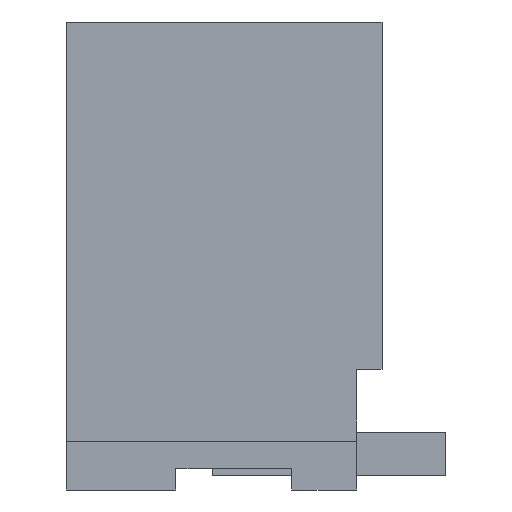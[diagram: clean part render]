
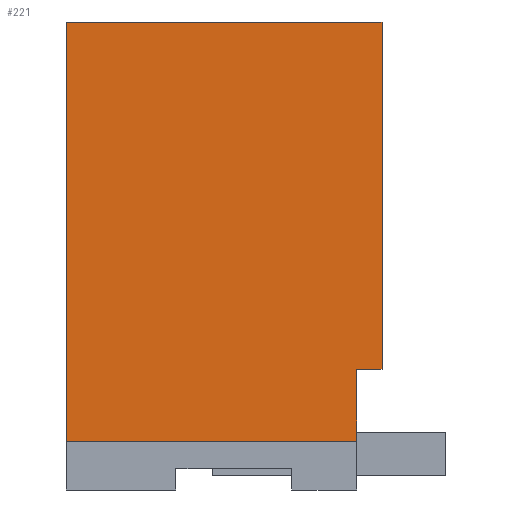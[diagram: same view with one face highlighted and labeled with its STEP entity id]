
A CAD part, left-side view. The second image highlights one B-rep face of the part: STEP entity #221.
In plain terms, the highlighted planar face has unit normal (-1, 0, 0).
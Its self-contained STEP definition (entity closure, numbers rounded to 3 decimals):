
#178=AXIS2_PLACEMENT_3D('Plane Axis2P3D',#175,#176,#177) ;
#152=CARTESIAN_POINT('Vertex',(0.,2.1,1.15)) ;
#155=CARTESIAN_POINT('Line Origine',(0.,5.525,1.15)) ;
#159=CARTESIAN_POINT('Vertex',(0.,8.95,1.15)) ;
#175=CARTESIAN_POINT('Axis2P3D Location',(0.,-1.55,0.)) ;
#180=CARTESIAN_POINT('Line Origine',(0.,2.1,2.)) ;
#184=CARTESIAN_POINT('Vertex',(0.,2.1,2.85)) ;
#187=CARTESIAN_POINT('Line Origine',(0.,1.8,2.85)) ;
#191=CARTESIAN_POINT('Vertex',(0.,1.5,2.85)) ;
#194=CARTESIAN_POINT('Line Origine',(0.,1.5,6.95)) ;
#198=CARTESIAN_POINT('Vertex',(0.,1.5,11.05)) ;
#201=CARTESIAN_POINT('Line Origine',(0.,5.225,11.05)) ;
#205=CARTESIAN_POINT('Vertex',(0.,8.95,11.05)) ;
#208=CARTESIAN_POINT('Line Origine',(0.,8.95,6.1)) ;
#156=DIRECTION('Vector Direction',(0.,-1.,0.)) ;
#176=DIRECTION('Axis2P3D Direction',(-1.,0.,0.)) ;
#177=DIRECTION('Axis2P3D XDirection',(0.,0.,1.)) ;
#181=DIRECTION('Vector Direction',(0.,0.,1.)) ;
#188=DIRECTION('Vector Direction',(0.,1.,0.)) ;
#195=DIRECTION('Vector Direction',(0.,0.,-1.)) ;
#202=DIRECTION('Vector Direction',(0.,-1.,0.)) ;
#209=DIRECTION('Vector Direction',(0.,0.,-1.)) ;
#157=VECTOR('Line Direction',#156,1.) ;
#182=VECTOR('Line Direction',#181,1.) ;
#189=VECTOR('Line Direction',#188,1.) ;
#196=VECTOR('Line Direction',#195,1.) ;
#203=VECTOR('Line Direction',#202,1.) ;
#210=VECTOR('Line Direction',#209,1.) ;
#214=ORIENTED_EDGE('',*,*,#186,.T.) ;
#215=ORIENTED_EDGE('',*,*,#193,.F.) ;
#216=ORIENTED_EDGE('',*,*,#200,.T.) ;
#217=ORIENTED_EDGE('',*,*,#207,.T.) ;
#218=ORIENTED_EDGE('',*,*,#212,.T.) ;
#219=ORIENTED_EDGE('',*,*,#161,.T.) ;
#221=ADVANCED_FACE('HOUSING',(#220),#179,.T.) ;
#161=EDGE_CURVE('',#160,#153,#158,.T.) ;
#186=EDGE_CURVE('',#153,#185,#183,.T.) ;
#193=EDGE_CURVE('',#192,#185,#190,.T.) ;
#200=EDGE_CURVE('',#192,#199,#197,.F.) ;
#207=EDGE_CURVE('',#199,#206,#204,.F.) ;
#212=EDGE_CURVE('',#206,#160,#211,.T.) ;
#213=EDGE_LOOP('',(#214,#215,#216,#217,#218,#219)) ;
#220=FACE_OUTER_BOUND('',#213,.T.) ;
#158=LINE('Line',#155,#157) ;
#183=LINE('Line',#180,#182) ;
#190=LINE('Line',#187,#189) ;
#197=LINE('Line',#194,#196) ;
#204=LINE('Line',#201,#203) ;
#211=LINE('Line',#208,#210) ;
#179=PLANE('',#178) ;
#153=VERTEX_POINT('',#152) ;
#160=VERTEX_POINT('',#159) ;
#185=VERTEX_POINT('',#184) ;
#192=VERTEX_POINT('',#191) ;
#199=VERTEX_POINT('',#198) ;
#206=VERTEX_POINT('',#205) ;
